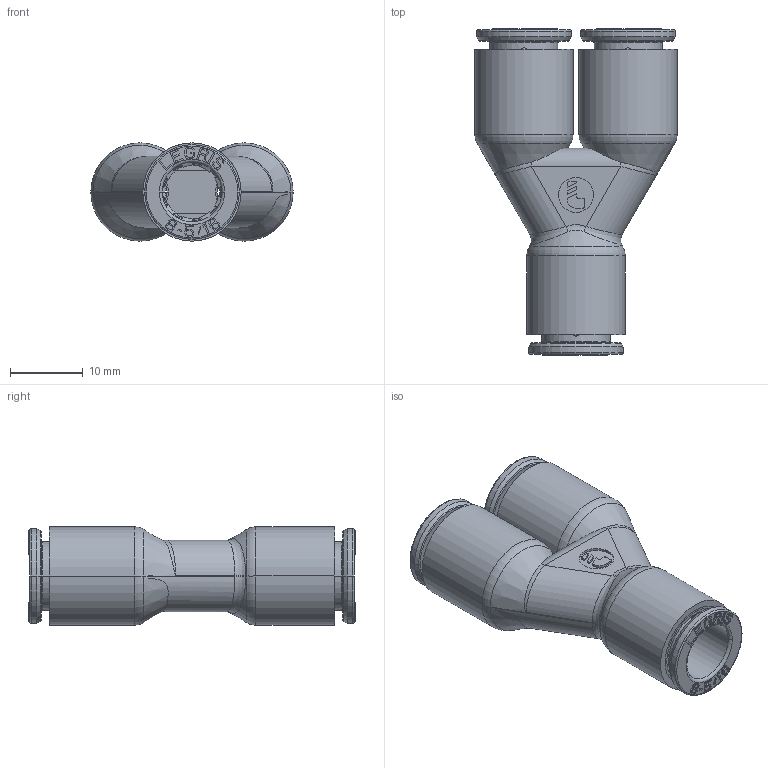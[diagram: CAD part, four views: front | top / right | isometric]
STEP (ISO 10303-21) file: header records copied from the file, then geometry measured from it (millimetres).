
FILE_DESCRIPTION(('STEP AP214'),'1');
FILE_NAME('6840_08_00.stp','2016-07-07T14:44:57',('TraceParts'),('TraceParts S.A.'),'Spatial InterOp 3D',' ',' ');
FILE_SCHEMA(('automotive_design'));
Length unit declared in the file: millimetre
Products named in the file (16): V840-08-00_ASM|Next assembly relationship#44108-19_ASM|Next assembly relationship#44108-30;44108-30; V840-08-00_ASM|Next assembly relationship#44108-19_ASM|Next assembly relationship#44108-32;44108-32; V840-08-00_ASM|Next assembly relationship#44108-19_ASM|Next assembly relationship#44108;44108; V840-08-00_ASM|Next assembly relationship#44108-19_ASM|Next assembly relationship#44108-40;44108-40; V840-08-00_ASM|Next assembly relationship#44518-10;44518-10; V840-08-00_ASM|Next assembly relationship#44108-11-10-ASM;44108-11-10-ASM
Bounding box: 27.8 x 44.9 x 13.5 mm (x, y, z)
Volume: 4736.4 mm3; surface area: 9937.4 mm2
Topology: 16 solids, 16 shells, 2001 faces, 5251 edges, 3363 vertices
Faces by surface type: plane 1207, cone 234, cylinder 206, bspline 186, torus 162, sphere 6
Entity records: 71014 total; most frequent: CARTESIAN_POINT 22118, ORIENTED_EDGE 10490, DIRECTION 9475, EDGE_CURVE 5245, LINE 3725, VECTOR 3725, VERTEX_POINT 3363, AXIS2_PLACEMENT_3D 2875
